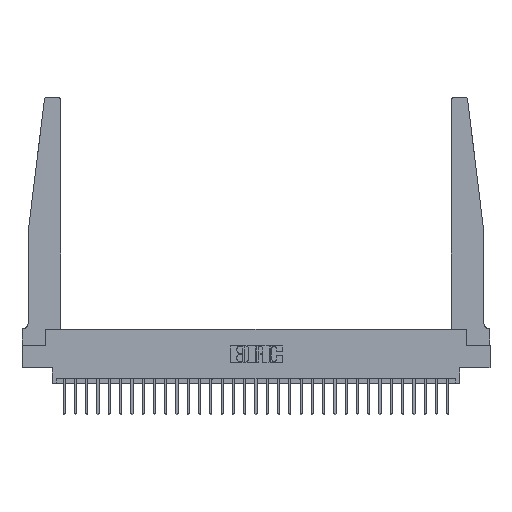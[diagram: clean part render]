
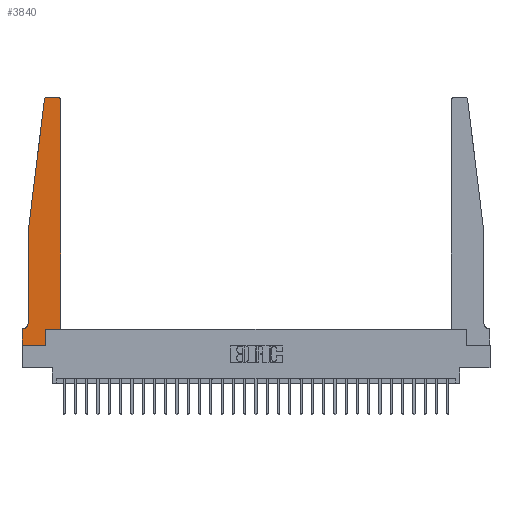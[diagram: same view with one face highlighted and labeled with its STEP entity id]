
A CAD part, top view. The second image highlights one B-rep face of the part: STEP entity #3840.
In plain terms, the highlighted planar face has unit normal (0, 0, 1).
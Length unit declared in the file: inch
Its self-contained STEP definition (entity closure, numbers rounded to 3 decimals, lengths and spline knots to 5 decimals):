
#157 = CARTESIAN_POINT ( 'NONE',  ( 0.24675, 2.72367, 0.37 ) ) ;
#329 = ORIENTED_EDGE ( 'NONE', *, *, #10043, .T. ) ;
#389 = VERTEX_POINT ( 'NONE', #21506 ) ;
#524 = CARTESIAN_POINT ( 'NONE',  ( 0.425, 2.72, 0.37 ) ) ;
#715 = DIRECTION ( 'NONE',  ( 0., 0., 1. ) ) ;
#1619 = DIRECTION ( 'NONE',  ( -1., 0., 0. ) ) ;
#1724 = ORIENTED_EDGE ( 'NONE', *, *, #13996, .T. ) ;
#2379 = CARTESIAN_POINT ( 'NONE',  ( 0.425, 0.18, 0.37 ) ) ;
#2968 = LINE ( 'NONE', #26570, #24517 ) ;
#3143 = CARTESIAN_POINT ( 'NONE',  ( 0.065, 0.2375, 0.37 ) ) ;
#3463 = CARTESIAN_POINT ( 'NONE',  ( 0.2605, 0., 0.37 ) ) ;
#3687 = EDGE_CURVE ( 'NONE', #389, #11325, #25878, .T. ) ;
#3840 = ADVANCED_FACE ( 'NONE', ( #3995 ), #8856, .T. ) ;
#3911 = ORIENTED_EDGE ( 'NONE', *, *, #11637, .T. ) ;
#3995 = FACE_OUTER_BOUND ( 'NONE', #23431, .T. ) ;
#4271 = VERTEX_POINT ( 'NONE', #21415 ) ;
#4408 = AXIS2_PLACEMENT_3D ( 'NONE', #19900, #17674, #24364 ) ;
#4617 = ORIENTED_EDGE ( 'NONE', *, *, #11966, .T. ) ;
#4731 = CARTESIAN_POINT ( 'NONE',  ( 0., 0.1875, 0.37 ) ) ;
#4867 = VERTEX_POINT ( 'NONE', #16564 ) ;
#5639 = CARTESIAN_POINT ( 'NONE',  ( 0.2605, 0.18, 0.37 ) ) ;
#5716 = EDGE_CURVE ( 'NONE', #4271, #12283, #23919, .T. ) ;
#5881 = CIRCLE ( 'NONE', #13558, 0.05 ) ;
#6288 = DIRECTION ( 'NONE',  ( -1., 0., 0. ) ) ;
#6356 = CARTESIAN_POINT ( 'NONE',  ( 0., 0., 0.37 ) ) ;
#6670 = VECTOR ( 'NONE', #21950, 39.37008 ) ;
#7422 = ORIENTED_EDGE ( 'NONE', *, *, #15713, .T. ) ;
#8302 = VECTOR ( 'NONE', #17952, 39.37008 ) ;
#8438 = ORIENTED_EDGE ( 'NONE', *, *, #3687, .T. ) ;
#8856 = PLANE ( 'NONE',  #4408 ) ;
#8880 = VECTOR ( 'NONE', #1619, 39.37008 ) ;
#9227 = CARTESIAN_POINT ( 'NONE',  ( 0.425, 0.18, 0.37 ) ) ;
#9274 = LINE ( 'NONE', #21063, #26245 ) ;
#9329 = DIRECTION ( 'NONE',  ( 0., 0., 1. ) ) ;
#9335 = CARTESIAN_POINT ( 'NONE',  ( 0., 0., 0.37 ) ) ;
#9432 = DIRECTION ( 'NONE',  ( -0.122, -0.992, 0. ) ) ;
#9810 = CARTESIAN_POINT ( 'NONE',  ( 0.065, 1.25, 0.37 ) ) ;
#9949 = AXIS2_PLACEMENT_3D ( 'NONE', #22612, #9329, #24835 ) ;
#10006 = DIRECTION ( 'NONE',  ( 0., 1., 0. ) ) ;
#10043 = EDGE_CURVE ( 'NONE', #26789, #15297, #25757, .T. ) ;
#10855 = EDGE_CURVE ( 'NONE', #23711, #24462, #11066, .T. ) ;
#11066 = CIRCLE ( 'NONE', #20668, 0.03 ) ;
#11325 = VERTEX_POINT ( 'NONE', #4731 ) ;
#11579 = CIRCLE ( 'NONE', #9949, 0.03 ) ;
#11637 = EDGE_CURVE ( 'NONE', #22283, #22861, #9274, .T. ) ;
#11966 = EDGE_CURVE ( 'NONE', #24462, #22283, #2968, .T. ) ;
#12205 = ORIENTED_EDGE ( 'NONE', *, *, #26737, .T. ) ;
#12283 = VERTEX_POINT ( 'NONE', #3463 ) ;
#12624 = ORIENTED_EDGE ( 'NONE', *, *, #10855, .T. ) ;
#13211 = CARTESIAN_POINT ( 'NONE',  ( 0.015, 0.2375, 0.37 ) ) ;
#13558 = AXIS2_PLACEMENT_3D ( 'NONE', #13211, #28664, #15419 ) ;
#13996 = EDGE_CURVE ( 'NONE', #12283, #4867, #25103, .T. ) ;
#14080 = CARTESIAN_POINT ( 'NONE',  ( 0.27653, 2.72, 0.37 ) ) ;
#14254 = VECTOR ( 'NONE', #16125, 39.37008 ) ;
#14895 = LINE ( 'NONE', #2379, #8302 ) ;
#15297 = VERTEX_POINT ( 'NONE', #524 ) ;
#15419 = DIRECTION ( 'NONE',  ( -1., 0., 0. ) ) ;
#15713 = EDGE_CURVE ( 'NONE', #27884, #23711, #28140, .T. ) ;
#16125 = DIRECTION ( 'NONE',  ( 0., -1., 0. ) ) ;
#16297 = DIRECTION ( 'NONE',  ( 1., 0., 0. ) ) ;
#16564 = CARTESIAN_POINT ( 'NONE',  ( 0.2605, 0.18, 0.37 ) ) ;
#17111 = EDGE_CURVE ( 'NONE', #22861, #389, #5881, .T. ) ;
#17346 = CARTESIAN_POINT ( 'NONE',  ( 0.25, 2.75, 0.37 ) ) ;
#17674 = DIRECTION ( 'NONE',  ( 0., 0., 1. ) ) ;
#17952 = DIRECTION ( 'NONE',  ( 1., 0., 0. ) ) ;
#18022 = VECTOR ( 'NONE', #21953, 39.37008 ) ;
#18955 = DIRECTION ( 'NONE',  ( 0., -1., 0. ) ) ;
#19414 = CARTESIAN_POINT ( 'NONE',  ( 0.065, 0.1875, 0.37 ) ) ;
#19717 = CARTESIAN_POINT ( 'NONE',  ( 0.425, 0.18, 0.37 ) ) ;
#19900 = CARTESIAN_POINT ( 'NONE',  ( 0., 0.1875, 0.37 ) ) ;
#20668 = AXIS2_PLACEMENT_3D ( 'NONE', #14080, #715, #16297 ) ;
#21063 = CARTESIAN_POINT ( 'NONE',  ( 0.065, 1.25, 0.37 ) ) ;
#21415 = CARTESIAN_POINT ( 'NONE',  ( 0., 0., 0.37 ) ) ;
#21506 = CARTESIAN_POINT ( 'NONE',  ( 0.015, 0.1875, 0.37 ) ) ;
#21557 = VECTOR ( 'NONE', #6288, 39.37008 ) ;
#21558 = CARTESIAN_POINT ( 'NONE',  ( 0.395, 2.75, 0.37 ) ) ;
#21950 = DIRECTION ( 'NONE',  ( 0., 1., 0. ) ) ;
#21953 = DIRECTION ( 'NONE',  ( 1., 0., 0. ) ) ;
#22065 = CARTESIAN_POINT ( 'NONE',  ( 0.27653, 2.75, 0.37 ) ) ;
#22179 = EDGE_CURVE ( 'NONE', #11325, #4271, #26023, .T. ) ;
#22283 = VERTEX_POINT ( 'NONE', #9810 ) ;
#22612 = CARTESIAN_POINT ( 'NONE',  ( 0.395, 2.72, 0.37 ) ) ;
#22861 = VERTEX_POINT ( 'NONE', #3143 ) ;
#23431 = EDGE_LOOP ( 'NONE', ( #7422, #12624, #4617, #3911, #26121, #8438, #24739, #27836, #1724, #12205, #329, #28448 ) ) ;
#23711 = VERTEX_POINT ( 'NONE', #22065 ) ;
#23718 = VECTOR ( 'NONE', #10006, 39.37008 ) ;
#23919 = LINE ( 'NONE', #6356, #18022 ) ;
#24364 = DIRECTION ( 'NONE',  ( 1., 0., 0. ) ) ;
#24462 = VERTEX_POINT ( 'NONE', #157 ) ;
#24517 = VECTOR ( 'NONE', #9432, 39.37008 ) ;
#24531 = EDGE_CURVE ( 'NONE', #15297, #27884, #11579, .T. ) ;
#24739 = ORIENTED_EDGE ( 'NONE', *, *, #22179, .T. ) ;
#24835 = DIRECTION ( 'NONE',  ( 1., 0., 0. ) ) ;
#25103 = LINE ( 'NONE', #5639, #23718 ) ;
#25757 = LINE ( 'NONE', #19717, #6670 ) ;
#25878 = LINE ( 'NONE', #19414, #8880 ) ;
#26023 = LINE ( 'NONE', #9335, #14254 ) ;
#26121 = ORIENTED_EDGE ( 'NONE', *, *, #17111, .T. ) ;
#26245 = VECTOR ( 'NONE', #18955, 39.37008 ) ;
#26570 = CARTESIAN_POINT ( 'NONE',  ( 0.065, 1.25, 0.37 ) ) ;
#26737 = EDGE_CURVE ( 'NONE', #4867, #26789, #14895, .T. ) ;
#26789 = VERTEX_POINT ( 'NONE', #9227 ) ;
#27836 = ORIENTED_EDGE ( 'NONE', *, *, #5716, .T. ) ;
#27884 = VERTEX_POINT ( 'NONE', #21558 ) ;
#28140 = LINE ( 'NONE', #17346, #21557 ) ;
#28448 = ORIENTED_EDGE ( 'NONE', *, *, #24531, .T. ) ;
#28664 = DIRECTION ( 'NONE',  ( 0., 0., -1. ) ) ;
